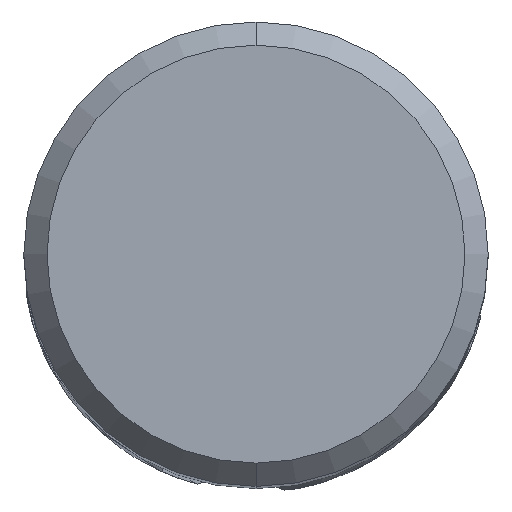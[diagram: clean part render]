
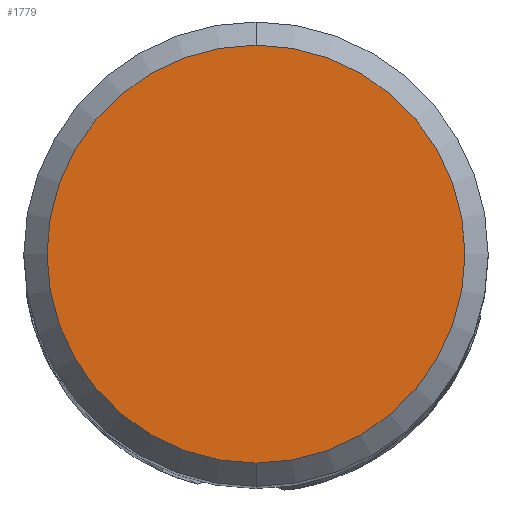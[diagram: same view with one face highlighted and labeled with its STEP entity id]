
A CAD part, top view. The second image highlights one B-rep face of the part: STEP entity #1779.
In plain terms, the highlighted planar face has unit normal (0, 0, 1).
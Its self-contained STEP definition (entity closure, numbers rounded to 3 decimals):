
#985=EDGE_CURVE('',#1385,#1895,#2440,.T.);
#1385=VERTEX_POINT('',#2866);
#1779=ADVANCED_FACE('',(#3298),#3299,.T.);
#1895=VERTEX_POINT('',#3430);
#2025=EDGE_CURVE('',#1895,#1385,#3566,.T.);
#2440=CIRCLE('',#5897,9.0);
#2866=CARTESIAN_POINT('',(0.,-9.0,0.0));
#3298=FACE_OUTER_BOUND('',#10577,.T.);
#3299=PLANE('',#10578);
#3430=CARTESIAN_POINT('',(0.0,9.0,0.0));
#3566=CIRCLE('',#12168,9.0);
#5897=AXIS2_PLACEMENT_3D('',#13406,#13407,#13408);
#10577=EDGE_LOOP('',(#14265,#14266));
#10578=AXIS2_PLACEMENT_3D('',#14267,#14268,#14269);
#12168=AXIS2_PLACEMENT_3D('',#14547,#14548,#14549);
#13406=CARTESIAN_POINT('',(0.0,0.0,0.0));
#13407=DIRECTION('',(0.0,0.0,-1.0));
#13408=DIRECTION('',(0.0,1.0,0.0));
#14265=ORIENTED_EDGE('',*,*,#2025,.F.);
#14266=ORIENTED_EDGE('',*,*,#985,.F.);
#14267=CARTESIAN_POINT('',(0.0,4.5,0.0));
#14268=DIRECTION('',(-0.0,0.0,1.0));
#14269=DIRECTION('',(0.0,-1.0,0.0));
#14547=CARTESIAN_POINT('',(0.0,0.0,0.0));
#14548=DIRECTION('',(0.0,0.0,-1.0));
#14549=DIRECTION('',(0.0,1.0,0.0));
